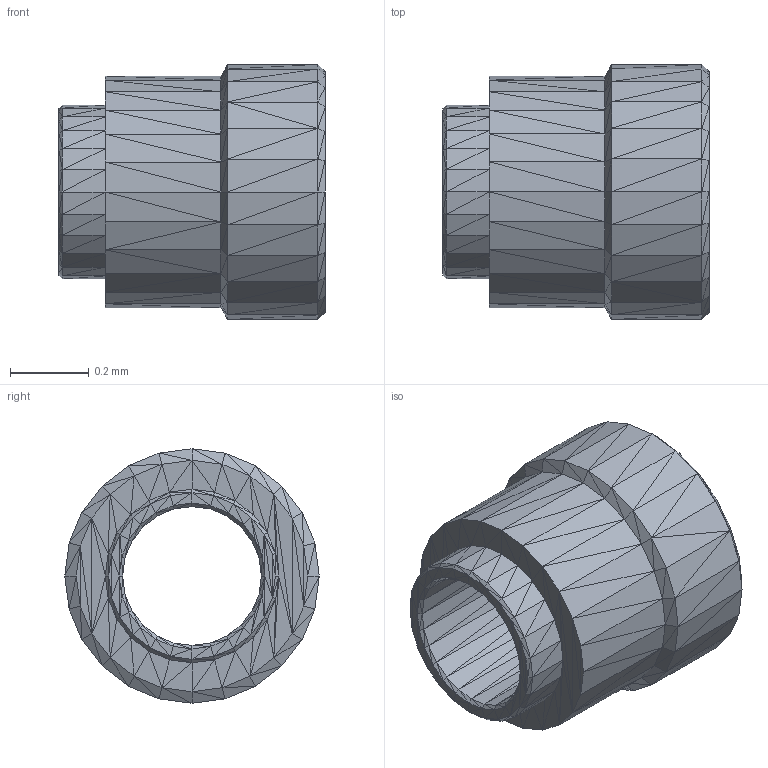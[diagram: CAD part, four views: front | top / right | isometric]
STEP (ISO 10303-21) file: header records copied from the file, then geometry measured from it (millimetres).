
FILE_DESCRIPTION(('FreeCAD Model'),'2;1');
FILE_NAME('Open CASCADE Shape Model','2024-03-25T01:02:35',('Author'),( ''),'Open CASCADE STEP processor 7.6','FreeCAD','Unknown');
FILE_SCHEMA(('AUTOMOTIVE_DESIGN { 1 0 10303 214 1 1 1 1 }'));
Length unit declared in the file: millimetre
Products named in the file (1): Nozzle5_mediumshape_fraunhofer002 (Solid)
Bounding box: 0.68 x 0.65 x 0.65 mm (x, y, z)
Volume: 0.1 mm3; surface area: 2.3 mm2
Topology: 1 solids, 1 shells, 576 faces, 864 edges, 288 vertices
Faces by surface type: plane 576
Entity records: 22493 total; most frequent: DIRECTION 3746, CARTESIAN_POINT 3457, LINE 2592, VECTOR 2592, ORIENTED_EDGE 1728, PCURVE 1728, DEFINITIONAL_REPRESENTATION 1728, EDGE_CURVE 864
